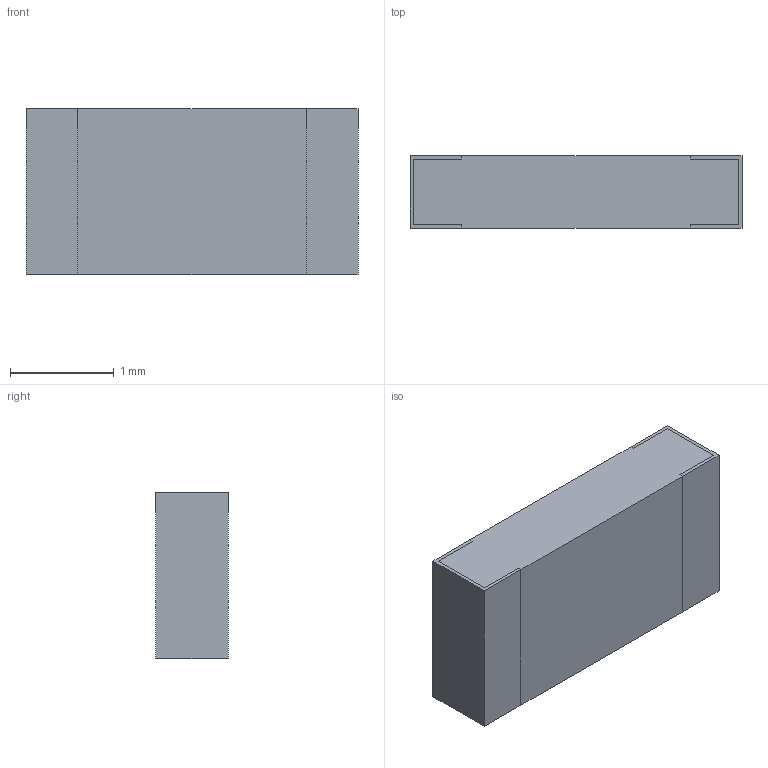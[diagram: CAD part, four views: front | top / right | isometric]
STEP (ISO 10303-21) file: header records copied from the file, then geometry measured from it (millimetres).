
FILE_DESCRIPTION (( 'STEP AP214' ), '1' );
FILE_NAME ('FCR1206J22R.STEP', '2019-12-27T09:23:46', ( '' ), ( '' ), 'SwSTEP 2.0', 'SolidWorks 2018', '' );
FILE_SCHEMA (( 'AUTOMOTIVE_DESIGN' ));
Length unit declared in the file: millimetre
Products named in the file (1): FCR1206J22R
Bounding box: 3.2 x 0.7 x 1.6 mm (x, y, z)
Volume: 3.6 mm3; surface area: 27.4 mm2
Topology: 3 solids, 3 shells, 34 faces, 84 edges, 56 vertices
Faces by surface type: plane 34
Entity records: 1040 total; most frequent: CARTESIAN_POINT 175, ORIENTED_EDGE 168, DIRECTION 154, EDGE_CURVE 84, VECTOR 84, LINE 84, VERTEX_POINT 56, AXIS2_PLACEMENT_3D 35
